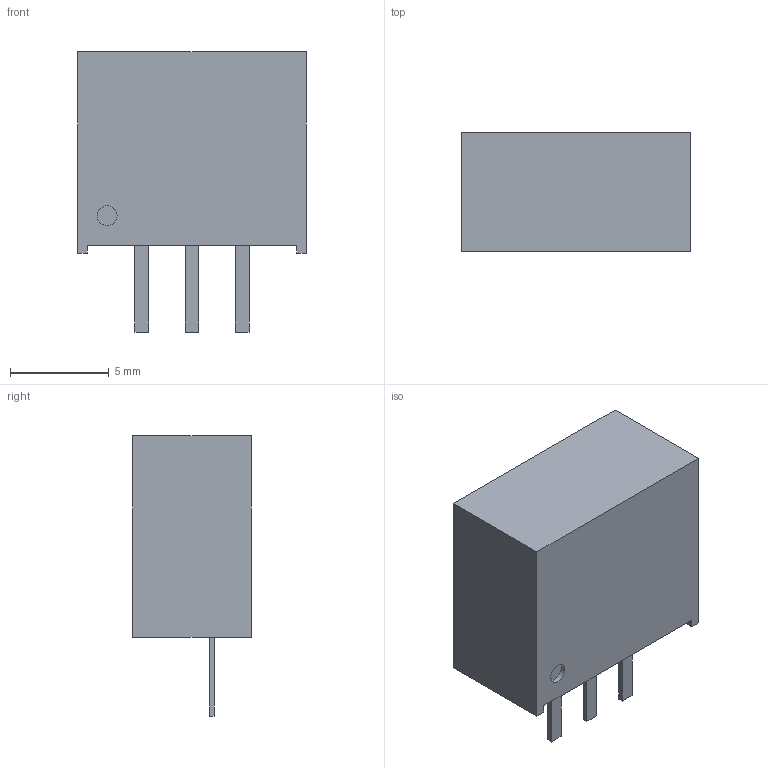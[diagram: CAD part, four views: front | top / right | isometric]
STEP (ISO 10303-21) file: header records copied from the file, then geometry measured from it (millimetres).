
FILE_DESCRIPTION(/* description */ (''),/* implementation_level */ '2;1');
FILE_NAME(/* name */ 'Gaptec LCB78.step',/* time_stamp */ '2023-09-04T18:13:38+01:00',/* author */ (''),/* organization */ (''),/* preprocessor_version */ 'ST-DEVELOPER v20',/* originating_system */ 'Autodesk Translation Framework v12.9.0.99',/* authorisation */ '');
FILE_SCHEMA (('AUTOMOTIVE_DESIGN { 1 0 10303 214 3 1 1 }'));
Length unit declared in the file: millimetre
Products named in the file (1): Gaptec LCB78
Bounding box: 11.6 x 6 x 14.2 mm (x, y, z)
Volume: 686.6 mm3; surface area: 520.4 mm2
Topology: 1 solids, 1 shells, 27 faces, 63 edges, 42 vertices
Faces by surface type: plane 26, cylinder 1
Full cylindrical faces by diameter (mm): 1 x1
Entity records: 830 total; most frequent: CARTESIAN_POINT 133, ORIENTED_EDGE 126, DIRECTION 121, EDGE_CURVE 63, LINE 61, VECTOR 61, VERTEX_POINT 42, EDGE_LOOP 31
